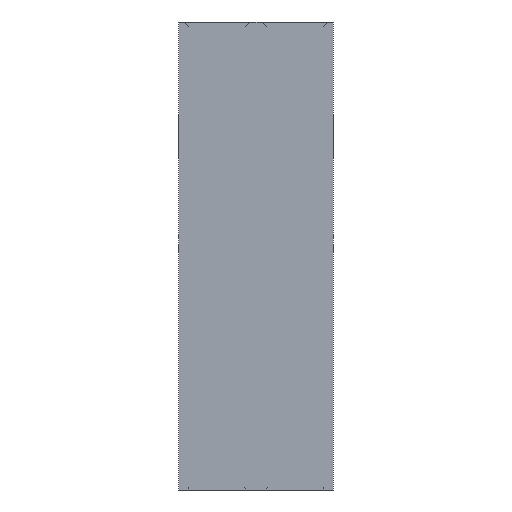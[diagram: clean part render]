
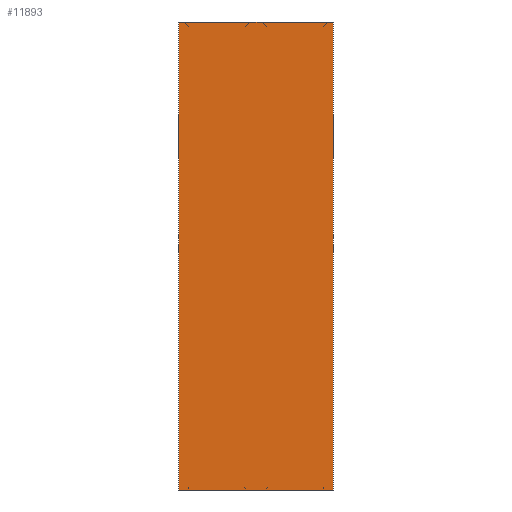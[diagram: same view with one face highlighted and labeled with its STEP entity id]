
A CAD part, left-side view. The second image highlights one B-rep face of the part: STEP entity #11893.
In plain terms, the highlighted planar face has unit normal (-1, 0, 0).
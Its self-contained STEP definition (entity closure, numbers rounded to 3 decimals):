
#134=DIRECTION('',(0.,0.,-1.));
#135=VECTOR('',#134,15.24);
#136=CARTESIAN_POINT('',(-25.375,-2.515,0.));
#137=LINE('',#136,#135);
#138=DIRECTION('',(0.,1.,0.));
#139=VECTOR('',#138,5.029);
#140=CARTESIAN_POINT('',(-25.375,-2.515,-15.24));
#141=LINE('',#140,#139);
#142=DIRECTION('',(0.,0.,1.));
#143=VECTOR('',#142,15.24);
#144=CARTESIAN_POINT('',(-25.375,2.515,-15.24));
#145=LINE('',#144,#143);
#146=DIRECTION('',(0.,-1.,0.));
#147=VECTOR('',#146,5.029);
#148=CARTESIAN_POINT('',(-25.375,2.515,0.));
#149=LINE('',#148,#147);
#8982=CARTESIAN_POINT('',(-25.375,-2.515,0.));
#8983=CARTESIAN_POINT('',(-25.375,-2.515,-15.24));
#8984=VERTEX_POINT('',#8982);
#8985=VERTEX_POINT('',#8983);
#8986=CARTESIAN_POINT('',(-25.375,2.515,-15.24));
#8987=VERTEX_POINT('',#8986);
#8988=CARTESIAN_POINT('',(-25.375,2.515,0.));
#8989=VERTEX_POINT('',#8988);
#11878=CARTESIAN_POINT('',(-25.375,0.,0.));
#11879=DIRECTION('',(1.,0.,0.));
#11880=DIRECTION('',(0.,0.,-1.));
#11881=AXIS2_PLACEMENT_3D('',#11878,#11879,#11880);
#11882=PLANE('',#11881);
#11884=ORIENTED_EDGE('',*,*,#11883,.T.);
#11886=ORIENTED_EDGE('',*,*,#11885,.T.);
#11888=ORIENTED_EDGE('',*,*,#11887,.T.);
#11890=ORIENTED_EDGE('',*,*,#11889,.T.);
#11891=EDGE_LOOP('',(#11884,#11886,#11888,#11890));
#11892=FACE_OUTER_BOUND('',#11891,.F.);
#11883=EDGE_CURVE('',#8984,#8985,#137,.T.);
#11885=EDGE_CURVE('',#8985,#8987,#141,.T.);
#11887=EDGE_CURVE('',#8987,#8989,#145,.T.);
#11889=EDGE_CURVE('',#8989,#8984,#149,.T.);
#11893=ADVANCED_FACE('',(#11892),#11882,.F.);
